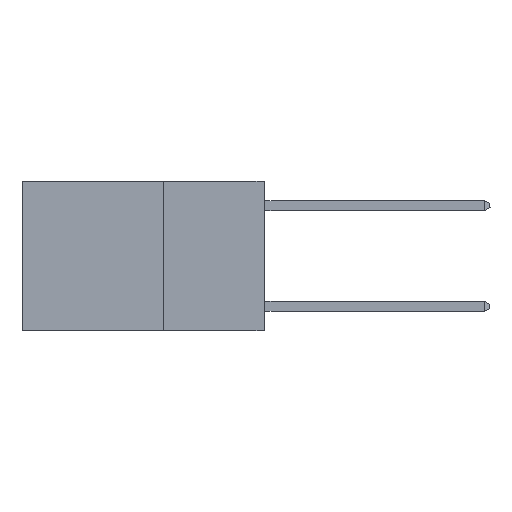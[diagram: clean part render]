
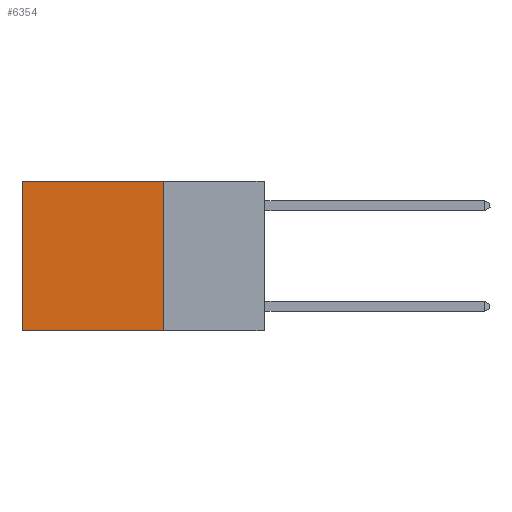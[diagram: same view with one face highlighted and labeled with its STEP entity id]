
A CAD part, left-side view. The second image highlights one B-rep face of the part: STEP entity #6354.
In plain terms, the highlighted planar face has unit normal (-1, 0, 0).
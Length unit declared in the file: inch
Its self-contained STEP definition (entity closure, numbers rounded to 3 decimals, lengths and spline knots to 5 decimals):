
#11 = VERTEX_POINT ( 'NONE', #15023 ) ;
#351 = DIRECTION ( 'NONE',  ( 0., 0., -1. ) ) ;
#1109 = CARTESIAN_POINT ( 'NONE',  ( 0.2625, 0.25, 0. ) ) ;
#2225 = VECTOR ( 'NONE', #14727, 39.37008 ) ;
#2698 = EDGE_CURVE ( 'NONE', #7582, #13572, #4513, .T. ) ;
#3024 = CARTESIAN_POINT ( 'NONE',  ( 0.2625, 0.6, 0. ) ) ;
#3087 = CARTESIAN_POINT ( 'NONE',  ( 0.2625, 0.25, -0.37 ) ) ;
#3096 = VERTEX_POINT ( 'NONE', #3087 ) ;
#4406 = EDGE_CURVE ( 'NONE', #13572, #11, #9939, .T. ) ;
#4513 = LINE ( 'NONE', #15381, #11166 ) ;
#5388 = DIRECTION ( 'NONE',  ( 1., 0., 0. ) ) ;
#6113 = ORIENTED_EDGE ( 'NONE', *, *, #4406, .T. ) ;
#6354 = ADVANCED_FACE ( 'NONE', ( #7773 ), #11655, .F. ) ;
#6438 = ORIENTED_EDGE ( 'NONE', *, *, #15685, .F. ) ;
#6667 = ORIENTED_EDGE ( 'NONE', *, *, #14580, .F. ) ;
#6819 = ORIENTED_EDGE ( 'NONE', *, *, #2698, .T. ) ;
#7002 = VECTOR ( 'NONE', #351, 39.37008 ) ;
#7582 = VERTEX_POINT ( 'NONE', #7717 ) ;
#7717 = CARTESIAN_POINT ( 'NONE',  ( 0.2625, 0.25, 0. ) ) ;
#7773 = FACE_OUTER_BOUND ( 'NONE', #12090, .T. ) ;
#7900 = CARTESIAN_POINT ( 'NONE',  ( 0.2625, 0.6, 0. ) ) ;
#9053 = VECTOR ( 'NONE', #15476, 39.37008 ) ;
#9284 = DIRECTION ( 'NONE',  ( 0., 1., 0. ) ) ;
#9939 = LINE ( 'NONE', #7900, #7002 ) ;
#11166 = VECTOR ( 'NONE', #9284, 39.37008 ) ;
#11655 = PLANE ( 'NONE',  #13471 ) ;
#11829 = LINE ( 'NONE', #1109, #2225 ) ;
#11862 = CARTESIAN_POINT ( 'NONE',  ( 0.2625, 0.25, -0.37 ) ) ;
#12090 = EDGE_LOOP ( 'NONE', ( #6113, #6438, #6667, #6819 ) ) ;
#12861 = CARTESIAN_POINT ( 'NONE',  ( 0.2625, 0.25, 0. ) ) ;
#13471 = AXIS2_PLACEMENT_3D ( 'NONE', #12861, #5388, #14093 ) ;
#13572 = VERTEX_POINT ( 'NONE', #3024 ) ;
#14093 = DIRECTION ( 'NONE',  ( 0., 0., -1. ) ) ;
#14580 = EDGE_CURVE ( 'NONE', #7582, #3096, #11829, .T. ) ;
#14727 = DIRECTION ( 'NONE',  ( 0., 0., -1. ) ) ;
#15023 = CARTESIAN_POINT ( 'NONE',  ( 0.2625, 0.6, -0.37 ) ) ;
#15381 = CARTESIAN_POINT ( 'NONE',  ( 0.2625, 0.25, 0. ) ) ;
#15476 = DIRECTION ( 'NONE',  ( 0., 1., 0. ) ) ;
#15548 = LINE ( 'NONE', #11862, #9053 ) ;
#15685 = EDGE_CURVE ( 'NONE', #3096, #11, #15548, .T. ) ;
